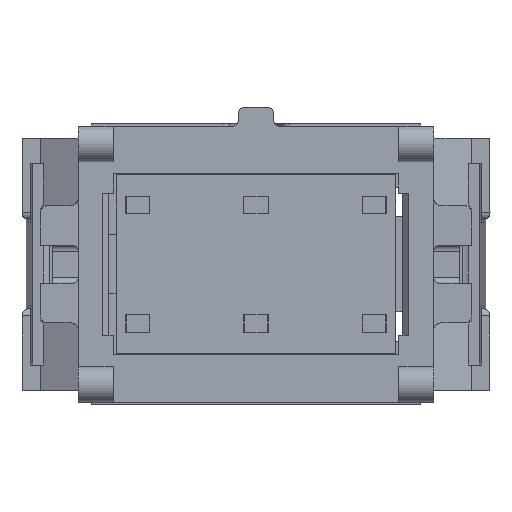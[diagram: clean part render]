
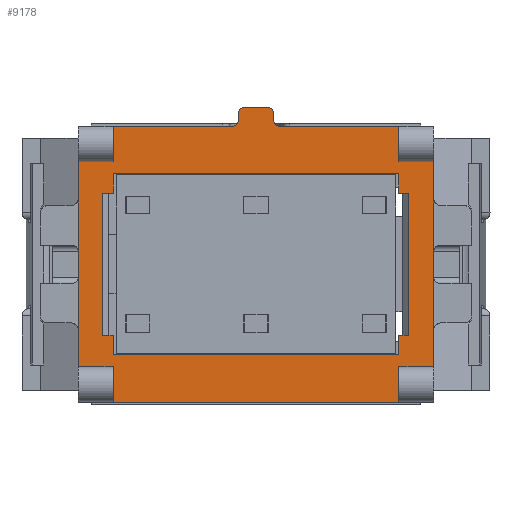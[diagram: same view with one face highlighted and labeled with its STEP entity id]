
A CAD part, front view. The second image highlights one B-rep face of the part: STEP entity #9178.
In plain terms, the highlighted planar face has unit normal (0, -1, 0).
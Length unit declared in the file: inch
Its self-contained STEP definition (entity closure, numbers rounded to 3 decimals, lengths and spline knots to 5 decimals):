
#315=CIRCLE('',#9752,0.005);
#316=CIRCLE('',#9753,0.005);
#317=CIRCLE('',#9754,0.005);
#318=CIRCLE('',#9755,0.005);
#872=ORIENTED_EDGE('',*,*,#3606,.F.);
#873=ORIENTED_EDGE('',*,*,#3607,.F.);
#874=ORIENTED_EDGE('',*,*,#3608,.F.);
#875=ORIENTED_EDGE('',*,*,#3454,.F.);
#876=ORIENTED_EDGE('',*,*,#3609,.F.);
#877=ORIENTED_EDGE('',*,*,#3610,.F.);
#878=ORIENTED_EDGE('',*,*,#3611,.F.);
#879=ORIENTED_EDGE('',*,*,#3612,.F.);
#880=ORIENTED_EDGE('',*,*,#3613,.F.);
#881=ORIENTED_EDGE('',*,*,#3614,.F.);
#882=ORIENTED_EDGE('',*,*,#3499,.F.);
#883=ORIENTED_EDGE('',*,*,#3615,.F.);
#884=ORIENTED_EDGE('',*,*,#3616,.F.);
#885=ORIENTED_EDGE('',*,*,#3617,.T.);
#886=ORIENTED_EDGE('',*,*,#3618,.T.);
#887=ORIENTED_EDGE('',*,*,#3619,.F.);
#888=ORIENTED_EDGE('',*,*,#3620,.F.);
#889=ORIENTED_EDGE('',*,*,#3621,.T.);
#890=ORIENTED_EDGE('',*,*,#3622,.F.);
#891=ORIENTED_EDGE('',*,*,#3623,.F.);
#892=ORIENTED_EDGE('',*,*,#3624,.T.);
#893=ORIENTED_EDGE('',*,*,#3625,.T.);
#894=ORIENTED_EDGE('',*,*,#3626,.T.);
#895=ORIENTED_EDGE('',*,*,#3627,.F.);
#896=ORIENTED_EDGE('',*,*,#3628,.T.);
#897=ORIENTED_EDGE('',*,*,#3629,.F.);
#898=ORIENTED_EDGE('',*,*,#3630,.T.);
#899=ORIENTED_EDGE('',*,*,#3631,.F.);
#900=ORIENTED_EDGE('',*,*,#3503,.T.);
#901=ORIENTED_EDGE('',*,*,#3632,.F.);
#902=ORIENTED_EDGE('',*,*,#3633,.T.);
#903=ORIENTED_EDGE('',*,*,#3634,.T.);
#3454=EDGE_CURVE('',#4827,#4828,#5674,.T.);
#3499=EDGE_CURVE('',#4866,#4863,#5713,.T.);
#3503=EDGE_CURVE('',#4868,#4870,#5716,.T.);
#3606=EDGE_CURVE('',#4955,#4956,#5807,.T.);
#3607=EDGE_CURVE('',#4957,#4955,#5808,.T.);
#3608=EDGE_CURVE('',#4828,#4957,#5809,.T.);
#3609=EDGE_CURVE('',#4958,#4827,#5810,.T.);
#3610=EDGE_CURVE('',#4959,#4958,#5811,.T.);
#3611=EDGE_CURVE('',#4960,#4959,#5812,.T.);
#3612=EDGE_CURVE('',#4961,#4960,#5813,.T.);
#3613=EDGE_CURVE('',#4962,#4961,#5814,.T.);
#3614=EDGE_CURVE('',#4863,#4962,#5815,.T.);
#3615=EDGE_CURVE('',#4956,#4866,#5816,.T.);
#3616=EDGE_CURVE('',#4963,#4964,#5817,.T.);
#3617=EDGE_CURVE('',#4963,#4965,#5818,.T.);
#3618=EDGE_CURVE('',#4965,#4966,#5819,.T.);
#3619=EDGE_CURVE('',#4967,#4966,#5820,.T.);
#3620=EDGE_CURVE('',#4968,#4967,#5821,.T.);
#3621=EDGE_CURVE('',#4968,#4969,#5822,.T.);
#3622=EDGE_CURVE('',#4970,#4969,#5823,.T.);
#3623=EDGE_CURVE('',#4971,#4970,#5824,.T.);
#3624=EDGE_CURVE('',#4971,#4972,#315,.T.);
#3625=EDGE_CURVE('',#4972,#4973,#5825,.T.);
#3626=EDGE_CURVE('',#4973,#4974,#316,.T.);
#3627=EDGE_CURVE('',#4975,#4974,#5826,.T.);
#3628=EDGE_CURVE('',#4975,#4976,#317,.T.);
#3629=EDGE_CURVE('',#4977,#4976,#5827,.T.);
#3630=EDGE_CURVE('',#4977,#4978,#318,.T.);
#3631=EDGE_CURVE('',#4868,#4978,#5828,.T.);
#3632=EDGE_CURVE('',#4979,#4870,#5829,.T.);
#3633=EDGE_CURVE('',#4979,#4980,#5830,.T.);
#3634=EDGE_CURVE('',#4980,#4964,#5831,.T.);
#4827=VERTEX_POINT('',#13505);
#4828=VERTEX_POINT('',#13507);
#4863=VERTEX_POINT('',#13594);
#4866=VERTEX_POINT('',#13599);
#4868=VERTEX_POINT('',#13604);
#4870=VERTEX_POINT('',#13608);
#4955=VERTEX_POINT('',#13817);
#4956=VERTEX_POINT('',#13818);
#4957=VERTEX_POINT('',#13820);
#4958=VERTEX_POINT('',#13823);
#4959=VERTEX_POINT('',#13825);
#4960=VERTEX_POINT('',#13827);
#4961=VERTEX_POINT('',#13829);
#4962=VERTEX_POINT('',#13831);
#4963=VERTEX_POINT('',#13835);
#4964=VERTEX_POINT('',#13836);
#4965=VERTEX_POINT('',#13838);
#4966=VERTEX_POINT('',#13840);
#4967=VERTEX_POINT('',#13842);
#4968=VERTEX_POINT('',#13844);
#4969=VERTEX_POINT('',#13846);
#4970=VERTEX_POINT('',#13848);
#4971=VERTEX_POINT('',#13850);
#4972=VERTEX_POINT('',#13852);
#4973=VERTEX_POINT('',#13854);
#4974=VERTEX_POINT('',#13856);
#4975=VERTEX_POINT('',#13858);
#4976=VERTEX_POINT('',#13860);
#4977=VERTEX_POINT('',#13862);
#4978=VERTEX_POINT('',#13864);
#4979=VERTEX_POINT('',#13867);
#4980=VERTEX_POINT('',#13869);
#5674=LINE('',#13506,#6784);
#5713=LINE('',#13600,#6823);
#5716=LINE('',#13609,#6826);
#5807=LINE('',#13816,#6917);
#5808=LINE('',#13819,#6918);
#5809=LINE('',#13821,#6919);
#5810=LINE('',#13822,#6920);
#5811=LINE('',#13824,#6921);
#5812=LINE('',#13826,#6922);
#5813=LINE('',#13828,#6923);
#5814=LINE('',#13830,#6924);
#5815=LINE('',#13832,#6925);
#5816=LINE('',#13833,#6926);
#5817=LINE('',#13834,#6927);
#5818=LINE('',#13837,#6928);
#5819=LINE('',#13839,#6929);
#5820=LINE('',#13841,#6930);
#5821=LINE('',#13843,#6931);
#5822=LINE('',#13845,#6932);
#5823=LINE('',#13847,#6933);
#5824=LINE('',#13849,#6934);
#5825=LINE('',#13853,#6935);
#5826=LINE('',#13857,#6936);
#5827=LINE('',#13861,#6937);
#5828=LINE('',#13865,#6938);
#5829=LINE('',#13866,#6939);
#5830=LINE('',#13868,#6940);
#5831=LINE('',#13870,#6941);
#6784=VECTOR('',#10699,39.37008);
#6823=VECTOR('',#10770,39.37008);
#6826=VECTOR('',#10777,39.37008);
#6917=VECTOR('',#10932,39.37008);
#6918=VECTOR('',#10933,39.37008);
#6919=VECTOR('',#10934,39.37008);
#6920=VECTOR('',#10935,39.37008);
#6921=VECTOR('',#10936,39.37008);
#6922=VECTOR('',#10937,39.37008);
#6923=VECTOR('',#10938,39.37008);
#6924=VECTOR('',#10939,39.37008);
#6925=VECTOR('',#10940,39.37008);
#6926=VECTOR('',#10941,39.37008);
#6927=VECTOR('',#10942,39.37008);
#6928=VECTOR('',#10943,39.37008);
#6929=VECTOR('',#10944,39.37008);
#6930=VECTOR('',#10945,39.37008);
#6931=VECTOR('',#10946,39.37008);
#6932=VECTOR('',#10947,39.37008);
#6933=VECTOR('',#10948,39.37008);
#6934=VECTOR('',#10949,39.37008);
#6935=VECTOR('',#10952,39.37008);
#6936=VECTOR('',#10955,39.37008);
#6937=VECTOR('',#10958,39.37008);
#6938=VECTOR('',#10961,39.37008);
#6939=VECTOR('',#10962,39.37008);
#6940=VECTOR('',#10963,39.37008);
#6941=VECTOR('',#10964,39.37008);
#7790=EDGE_LOOP('',(#872,#873,#874,#875,#876,#877,#878,#879,#880,#881,#882,
#883));
#7791=EDGE_LOOP('',(#884,#885,#886,#887,#888,#889,#890,#891,#892,#893,#894,
#895,#896,#897,#898,#899,#900,#901,#902,#903));
#8306=FACE_BOUND('',#7790,.T.);
#8307=FACE_BOUND('',#7791,.T.);
#8805=PLANE('',#9751);
#9178=ADVANCED_FACE('',(#8306,#8307),#8805,.T.);
#9751=AXIS2_PLACEMENT_3D('',#13815,#10930,#10931);
#9752=AXIS2_PLACEMENT_3D('',#13851,#10950,#10951);
#9753=AXIS2_PLACEMENT_3D('',#13855,#10953,#10954);
#9754=AXIS2_PLACEMENT_3D('',#13859,#10956,#10957);
#9755=AXIS2_PLACEMENT_3D('',#13863,#10959,#10960);
#10699=DIRECTION('',(-1.,0.,0.));
#10770=DIRECTION('',(0.,0.,-1.));
#10777=DIRECTION('',(0.,0.,-1.));
#10930=DIRECTION('',(0.,-1.,0.));
#10931=DIRECTION('',(0.,0.,-1.));
#10932=DIRECTION('',(0.,0.,-1.));
#10933=DIRECTION('',(-1.,0.,0.));
#10934=DIRECTION('',(0.,0.,1.));
#10935=DIRECTION('',(0.,0.,1.));
#10936=DIRECTION('',(1.,0.,0.));
#10937=DIRECTION('',(0.,0.,1.));
#10938=DIRECTION('',(1.,0.,0.));
#10939=DIRECTION('',(0.,0.,-1.));
#10940=DIRECTION('',(1.,0.,0.));
#10941=DIRECTION('',(-1.,0.,0.));
#10942=DIRECTION('',(0.,0.,1.));
#10943=DIRECTION('',(1.,0.,0.));
#10944=DIRECTION('',(0.,0.,1.));
#10945=DIRECTION('',(-1.,0.,0.));
#10946=DIRECTION('',(0.,0.,-1.));
#10947=DIRECTION('',(-1.,0.,0.));
#10948=DIRECTION('',(0.,0.,-1.));
#10949=DIRECTION('',(1.,0.,0.));
#10950=DIRECTION('',(0.,1.,0.));
#10951=DIRECTION('',(0.,0.,-1.));
#10952=DIRECTION('',(0.,0.,1.));
#10953=DIRECTION('',(0.,-1.,0.));
#10954=DIRECTION('',(1.,0.,0.));
#10955=DIRECTION('',(1.,0.,0.));
#10956=DIRECTION('',(0.,-1.,0.));
#10957=DIRECTION('',(0.,0.,1.));
#10958=DIRECTION('',(0.,0.,1.));
#10959=DIRECTION('',(0.,1.,0.));
#10960=DIRECTION('',(1.,0.,0.));
#10961=DIRECTION('',(1.,0.,0.));
#10962=DIRECTION('',(1.,0.,0.));
#10963=DIRECTION('',(0.,0.,-1.));
#10964=DIRECTION('',(1.,0.,0.));
#13505=CARTESIAN_POINT('',(0.1285,-0.291,0.06));
#13506=CARTESIAN_POINT('',(-0.1205,-0.291,0.06));
#13507=CARTESIAN_POINT('',(0.1205,-0.291,0.06));
#13594=CARTESIAN_POINT('',(-0.1295,-0.291,-0.06));
#13599=CARTESIAN_POINT('',(-0.1295,-0.291,0.06));
#13600=CARTESIAN_POINT('',(-0.1295,-0.291,0.06));
#13604=CARTESIAN_POINT('',(-0.1205,-0.291,0.1165));
#13608=CARTESIAN_POINT('',(-0.1205,-0.291,0.0865));
#13609=CARTESIAN_POINT('',(-0.1205,-0.291,0.1165));
#13815=CARTESIAN_POINT('',(0.,-0.291,0.));
#13816=CARTESIAN_POINT('',(-0.1205,-0.291,0.0765));
#13817=CARTESIAN_POINT('',(-0.1205,-0.291,0.0765));
#13818=CARTESIAN_POINT('',(-0.1205,-0.291,0.06));
#13819=CARTESIAN_POINT('',(0.1205,-0.291,0.0765));
#13820=CARTESIAN_POINT('',(0.1205,-0.291,0.0765));
#13821=CARTESIAN_POINT('',(0.1205,-0.291,0.06));
#13822=CARTESIAN_POINT('',(0.1285,-0.291,-0.06));
#13823=CARTESIAN_POINT('',(0.1285,-0.291,-0.06));
#13824=CARTESIAN_POINT('',(-0.1205,-0.291,-0.06));
#13825=CARTESIAN_POINT('',(0.1205,-0.291,-0.06));
#13826=CARTESIAN_POINT('',(0.1205,-0.291,-0.0765));
#13827=CARTESIAN_POINT('',(0.1205,-0.291,-0.0765));
#13828=CARTESIAN_POINT('',(-0.1205,-0.291,-0.0765));
#13829=CARTESIAN_POINT('',(-0.1205,-0.291,-0.0765));
#13830=CARTESIAN_POINT('',(-0.1205,-0.291,-0.06));
#13831=CARTESIAN_POINT('',(-0.1205,-0.291,-0.06));
#13832=CARTESIAN_POINT('',(-0.1295,-0.291,-0.06));
#13833=CARTESIAN_POINT('',(-0.1205,-0.291,0.06));
#13834=CARTESIAN_POINT('',(-0.1205,-0.291,-0.1165));
#13835=CARTESIAN_POINT('',(-0.1205,-0.291,-0.1165));
#13836=CARTESIAN_POINT('',(-0.1205,-0.291,-0.0865));
#13837=CARTESIAN_POINT('',(-0.1205,-0.291,-0.1165));
#13838=CARTESIAN_POINT('',(0.1205,-0.291,-0.1165));
#13839=CARTESIAN_POINT('',(0.1205,-0.291,-0.1165));
#13840=CARTESIAN_POINT('',(0.1205,-0.291,-0.0865));
#13841=CARTESIAN_POINT('',(0.15,-0.291,-0.0865));
#13842=CARTESIAN_POINT('',(0.15,-0.291,-0.0865));
#13843=CARTESIAN_POINT('',(0.15,-0.291,0.0865));
#13844=CARTESIAN_POINT('',(0.15,-0.291,0.0865));
#13845=CARTESIAN_POINT('',(0.15,-0.291,0.0865));
#13846=CARTESIAN_POINT('',(0.1205,-0.291,0.0865));
#13847=CARTESIAN_POINT('',(0.1205,-0.291,0.1165));
#13848=CARTESIAN_POINT('',(0.1205,-0.291,0.1165));
#13849=CARTESIAN_POINT('',(0.02,-0.291,0.1165));
#13850=CARTESIAN_POINT('',(0.02,-0.291,0.1165));
#13851=CARTESIAN_POINT('',(0.02,-0.291,0.1215));
#13852=CARTESIAN_POINT('',(0.015,-0.291,0.1215));
#13853=CARTESIAN_POINT('',(0.015,-0.291,0.1215));
#13854=CARTESIAN_POINT('',(0.015,-0.291,0.1275));
#13855=CARTESIAN_POINT('',(0.01,-0.291,0.1275));
#13856=CARTESIAN_POINT('',(0.01,-0.291,0.1325));
#13857=CARTESIAN_POINT('',(-0.01,-0.291,0.1325));
#13858=CARTESIAN_POINT('',(-0.01,-0.291,0.1325));
#13859=CARTESIAN_POINT('',(-0.01,-0.291,0.1275));
#13860=CARTESIAN_POINT('',(-0.015,-0.291,0.1275));
#13861=CARTESIAN_POINT('',(-0.015,-0.291,0.1215));
#13862=CARTESIAN_POINT('',(-0.015,-0.291,0.1215));
#13863=CARTESIAN_POINT('',(-0.02,-0.291,0.1215));
#13864=CARTESIAN_POINT('',(-0.02,-0.291,0.1165));
#13865=CARTESIAN_POINT('',(-0.1205,-0.291,0.1165));
#13866=CARTESIAN_POINT('',(0.15,-0.291,0.0865));
#13867=CARTESIAN_POINT('',(-0.15,-0.291,0.0865));
#13868=CARTESIAN_POINT('',(-0.15,-0.291,0.0865));
#13869=CARTESIAN_POINT('',(-0.15,-0.291,-0.0865));
#13870=CARTESIAN_POINT('',(0.,-0.291,-0.0865));
